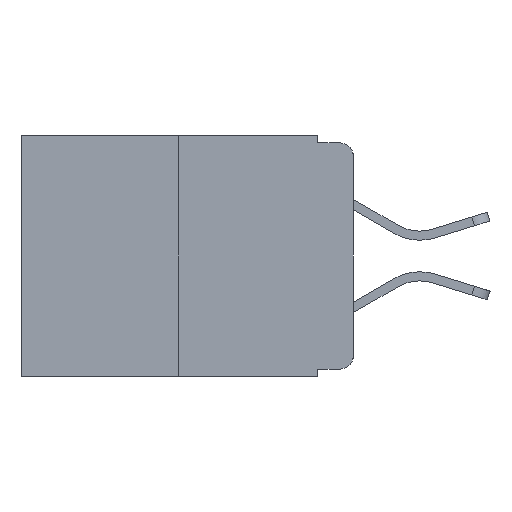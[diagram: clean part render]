
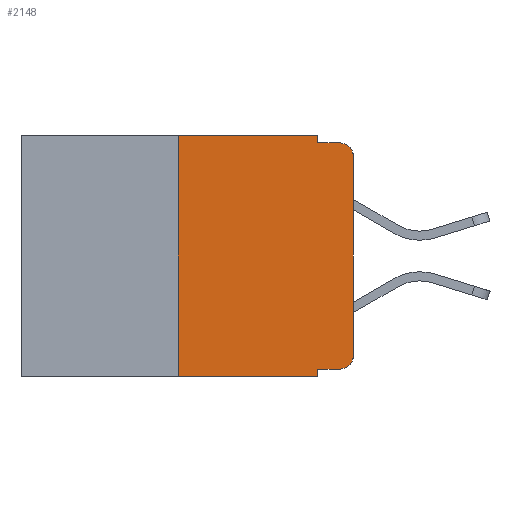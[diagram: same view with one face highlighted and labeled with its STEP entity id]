
A CAD part, left-side view. The second image highlights one B-rep face of the part: STEP entity #2148.
In plain terms, the highlighted planar face has unit normal (-1, 0, 0).
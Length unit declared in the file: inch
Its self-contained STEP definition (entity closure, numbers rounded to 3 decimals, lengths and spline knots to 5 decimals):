
#132 = AXIS2_PLACEMENT_3D ( 'NONE', #2179, #11351, #3161 ) ;
#369 = ORIENTED_EDGE ( 'NONE', *, *, #7866, .F. ) ;
#529 = CARTESIAN_POINT ( 'NONE',  ( 0., 0., -0.03 ) ) ;
#629 = VECTOR ( 'NONE', #9435, 39.37008 ) ;
#789 = LINE ( 'NONE', #6897, #3235 ) ;
#791 = EDGE_CURVE ( 'NONE', #10353, #8967, #6402, .T. ) ;
#798 = CARTESIAN_POINT ( 'NONE',  ( 0., 0.051, 0. ) ) ;
#979 = CARTESIAN_POINT ( 'NONE',  ( 0., 0., -0.313 ) ) ;
#1289 = CARTESIAN_POINT ( 'NONE',  ( 0., 0.051, -0.01 ) ) ;
#1348 = CARTESIAN_POINT ( 'NONE',  ( 0., 0.25, 0. ) ) ;
#1388 = LINE ( 'NONE', #1798, #8849 ) ;
#1571 = DIRECTION ( 'NONE',  ( -1., 0., 0. ) ) ;
#1584 = ORIENTED_EDGE ( 'NONE', *, *, #6759, .F. ) ;
#1798 = CARTESIAN_POINT ( 'NONE',  ( 0., 0.051, -0.333 ) ) ;
#1803 = VERTEX_POINT ( 'NONE', #798 ) ;
#2005 = VECTOR ( 'NONE', #11041, 39.37008 ) ;
#2125 = VERTEX_POINT ( 'NONE', #7763 ) ;
#2148 = ADVANCED_FACE ( 'NONE', ( #10108 ), #6865, .F. ) ;
#2149 = EDGE_CURVE ( 'NONE', #2125, #8045, #6505, .T. ) ;
#2179 = CARTESIAN_POINT ( 'NONE',  ( 0., 0.473, 0. ) ) ;
#2341 = LINE ( 'NONE', #4856, #629 ) ;
#2495 = ORIENTED_EDGE ( 'NONE', *, *, #5420, .T. ) ;
#2573 = VECTOR ( 'NONE', #3306, 39.37008 ) ;
#2670 = VERTEX_POINT ( 'NONE', #1348 ) ;
#2877 = LINE ( 'NONE', #3129, #2005 ) ;
#3053 = AXIS2_PLACEMENT_3D ( 'NONE', #8786, #1571, #4336 ) ;
#3129 = CARTESIAN_POINT ( 'NONE',  ( 0., 0.473, -0.343 ) ) ;
#3161 = DIRECTION ( 'NONE',  ( 0., 0., -1. ) ) ;
#3235 = VECTOR ( 'NONE', #5063, 39.37008 ) ;
#3306 = DIRECTION ( 'NONE',  ( 0., -1., 0. ) ) ;
#3742 = CARTESIAN_POINT ( 'NONE',  ( 0., 0.051, 0. ) ) ;
#3791 = EDGE_CURVE ( 'NONE', #8045, #6188, #2341, .T. ) ;
#3906 = DIRECTION ( 'NONE',  ( 0., 0., -1. ) ) ;
#4219 = ORIENTED_EDGE ( 'NONE', *, *, #791, .F. ) ;
#4256 = ORIENTED_EDGE ( 'NONE', *, *, #11576, .F. ) ;
#4336 = DIRECTION ( 'NONE',  ( 0., 0., -1. ) ) ;
#4573 = VERTEX_POINT ( 'NONE', #7258 ) ;
#4837 = ORIENTED_EDGE ( 'NONE', *, *, #5635, .T. ) ;
#4856 = CARTESIAN_POINT ( 'NONE',  ( 0., 0., 0. ) ) ;
#4985 = DIRECTION ( 'NONE',  ( -1., 0., 0. ) ) ;
#5063 = DIRECTION ( 'NONE',  ( 0., 0., -1. ) ) ;
#5198 = CARTESIAN_POINT ( 'NONE',  ( 0., 0.051, -0.343 ) ) ;
#5204 = CARTESIAN_POINT ( 'NONE',  ( 0., 0.051, -0.01 ) ) ;
#5420 = EDGE_CURVE ( 'NONE', #10353, #2125, #1388, .T. ) ;
#5475 = ORIENTED_EDGE ( 'NONE', *, *, #10915, .F. ) ;
#5635 = EDGE_CURVE ( 'NONE', #6188, #4573, #9858, .T. ) ;
#5784 = CARTESIAN_POINT ( 'NONE',  ( 0., 0.02, -0.313 ) ) ;
#6188 = VERTEX_POINT ( 'NONE', #529 ) ;
#6402 = LINE ( 'NONE', #3742, #7717 ) ;
#6505 = CIRCLE ( 'NONE', #9727, 0.02 ) ;
#6654 = LINE ( 'NONE', #5204, #7511 ) ;
#6759 = EDGE_CURVE ( 'NONE', #1803, #8281, #789, .T. ) ;
#6865 = PLANE ( 'NONE',  #132 ) ;
#6884 = DIRECTION ( 'NONE',  ( 0., -1., 0. ) ) ;
#6897 = CARTESIAN_POINT ( 'NONE',  ( 0., 0.051, 0. ) ) ;
#7061 = LINE ( 'NONE', #7806, #8928 ) ;
#7117 = DIRECTION ( 'NONE',  ( 0., -1., 0. ) ) ;
#7258 = CARTESIAN_POINT ( 'NONE',  ( 0., 0.02, -0.01 ) ) ;
#7511 = VECTOR ( 'NONE', #6884, 39.37008 ) ;
#7525 = VERTEX_POINT ( 'NONE', #11191 ) ;
#7717 = VECTOR ( 'NONE', #3906, 39.37008 ) ;
#7763 = CARTESIAN_POINT ( 'NONE',  ( 0., 0.02, -0.333 ) ) ;
#7806 = CARTESIAN_POINT ( 'NONE',  ( 0., 0.25, 0. ) ) ;
#7866 = EDGE_CURVE ( 'NONE', #7525, #2670, #7061, .T. ) ;
#7992 = ORIENTED_EDGE ( 'NONE', *, *, #2149, .T. ) ;
#8045 = VERTEX_POINT ( 'NONE', #979 ) ;
#8281 = VERTEX_POINT ( 'NONE', #1289 ) ;
#8786 = CARTESIAN_POINT ( 'NONE',  ( 0., 0.02, -0.03 ) ) ;
#8849 = VECTOR ( 'NONE', #7117, 39.37008 ) ;
#8928 = VECTOR ( 'NONE', #9792, 39.37008 ) ;
#8967 = VERTEX_POINT ( 'NONE', #5198 ) ;
#9011 = LINE ( 'NONE', #10514, #2573 ) ;
#9435 = DIRECTION ( 'NONE',  ( 0., 0., 1. ) ) ;
#9727 = AXIS2_PLACEMENT_3D ( 'NONE', #5784, #4985, #11393 ) ;
#9792 = DIRECTION ( 'NONE',  ( 0., 0., 1. ) ) ;
#9858 = CIRCLE ( 'NONE', #3053, 0.02 ) ;
#10108 = FACE_OUTER_BOUND ( 'NONE', #10542, .T. ) ;
#10281 = ORIENTED_EDGE ( 'NONE', *, *, #10310, .T. ) ;
#10310 = EDGE_CURVE ( 'NONE', #7525, #8967, #2877, .T. ) ;
#10353 = VERTEX_POINT ( 'NONE', #10886 ) ;
#10493 = ORIENTED_EDGE ( 'NONE', *, *, #3791, .T. ) ;
#10514 = CARTESIAN_POINT ( 'NONE',  ( 0., 0.473, 0. ) ) ;
#10542 = EDGE_LOOP ( 'NONE', ( #10493, #4837, #4256, #1584, #5475, #369, #10281, #4219, #2495, #7992 ) ) ;
#10886 = CARTESIAN_POINT ( 'NONE',  ( 0., 0.051, -0.333 ) ) ;
#10915 = EDGE_CURVE ( 'NONE', #2670, #1803, #9011, .T. ) ;
#11041 = DIRECTION ( 'NONE',  ( 0., -1., 0. ) ) ;
#11191 = CARTESIAN_POINT ( 'NONE',  ( 0., 0.25, -0.343 ) ) ;
#11351 = DIRECTION ( 'NONE',  ( 1., 0., 0. ) ) ;
#11393 = DIRECTION ( 'NONE',  ( 0., 0., -1. ) ) ;
#11576 = EDGE_CURVE ( 'NONE', #8281, #4573, #6654, .T. ) ;
